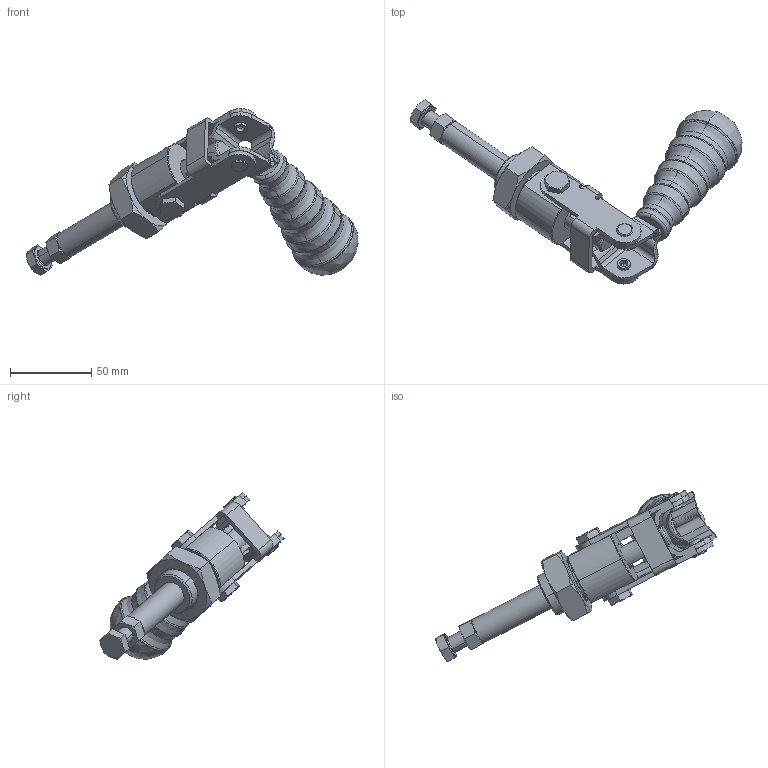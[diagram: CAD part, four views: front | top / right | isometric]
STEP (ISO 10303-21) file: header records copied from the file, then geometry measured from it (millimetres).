
FILE_DESCRIPTION((''),'2;1');
FILE_NAME('362.stp','2005-09-01T11:35:01',('CAD'),(''),'Autodesk Inventor 8','Autodesk Inventor 8','');
FILE_SCHEMA(('AUTOMOTIVE_DESIGN { 1 0 10303 214 1 1 1 1 }'));
Length unit declared in the file: millimetre
Products named in the file (1): Part24
Bounding box: 204.07 x 113.26 x 102.58 mm (x, y, z)
Volume: 175571.2 mm3; surface area: 43973.9 mm2
Topology: 1 solids, 7 shells, 429 faces, 1085 edges, 672 vertices
Faces by surface type: plane 121, bspline 98, cone 96, cylinder 82, torus 32
Entity records: 16280 total; most frequent: CARTESIAN_POINT 6345, ORIENTED_EDGE 2150, DIRECTION 2053, EDGE_CURVE 1075, AXIS2_PLACEMENT_3D 795, VERTEX_POINT 672, CIRCLE 463, VECTOR 463
